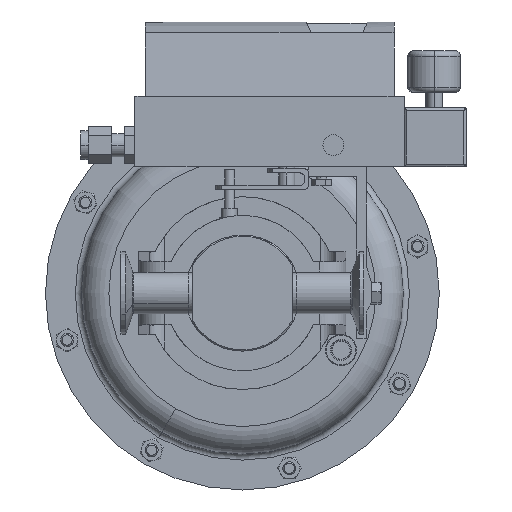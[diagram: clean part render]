
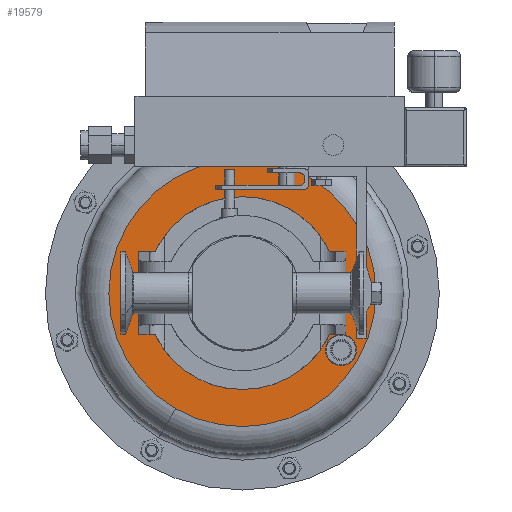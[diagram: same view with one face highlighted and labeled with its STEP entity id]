
A CAD part, front view. The second image highlights one B-rep face of the part: STEP entity #19579.
In plain terms, the highlighted planar face has unit normal (0, -1, 0).
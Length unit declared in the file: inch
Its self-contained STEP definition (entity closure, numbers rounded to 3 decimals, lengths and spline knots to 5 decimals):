
#760 = CARTESIAN_POINT ( 'NONE',  ( 2.38157, 10.4865, -1.375 ) ) ;
#898 = DIRECTION ( 'NONE',  ( 0., 1., 0. ) ) ;
#994 = DIRECTION ( 'NONE',  ( 0., 1., 0. ) ) ;
#1338 = DIRECTION ( 'NONE',  ( 0.605, 0., 0.796 ) ) ;
#1691 = CARTESIAN_POINT ( 'NONE',  ( 2.60854, 10.4865, -1.07649 ) ) ;
#1698 = VERTEX_POINT ( 'NONE', #2968 ) ;
#2050 = CARTESIAN_POINT ( 'NONE',  ( 1.6095, 10.4865, 2.78774 ) ) ;
#2128 = VERTEX_POINT ( 'NONE', #2050 ) ;
#2149 = AXIS2_PLACEMENT_3D ( 'NONE', #23570, #15585, #17617 ) ;
#2925 = AXIS2_PLACEMENT_3D ( 'NONE', #14320, #24295, #26168 ) ;
#2958 = EDGE_LOOP ( 'NONE', ( #16705, #25410 ) ) ;
#2968 = CARTESIAN_POINT ( 'NONE',  ( -1.6095, 10.4865, -2.78774 ) ) ;
#3100 = EDGE_LOOP ( 'NONE', ( #15300, #6193 ) ) ;
#3113 = VERTEX_POINT ( 'NONE', #1691 ) ;
#6193 = ORIENTED_EDGE ( 'NONE', *, *, #12567, .F. ) ;
#6213 = AXIS2_PLACEMENT_3D ( 'NONE', #18840, #12460, #22952 ) ;
#6853 = EDGE_CURVE ( 'NONE', #3113, #8142, #19617, .T. ) ;
#7058 = VERTEX_POINT ( 'NONE', #16167 ) ;
#7163 = DIRECTION ( 'NONE',  ( 0.5, 0., 0.866 ) ) ;
#7250 = CARTESIAN_POINT ( 'NONE',  ( 0., 10.4865, 0. ) ) ;
#8106 = FACE_BOUND ( 'NONE', #2958, .T. ) ;
#8142 = VERTEX_POINT ( 'NONE', #25741 ) ;
#8793 = CARTESIAN_POINT ( 'NONE',  ( 0., 10.4865, 0. ) ) ;
#11008 = AXIS2_PLACEMENT_3D ( 'NONE', #760, #23151, #17109 ) ;
#12460 = DIRECTION ( 'NONE',  ( 0., 1., 0. ) ) ;
#12567 = EDGE_CURVE ( 'NONE', #1698, #2128, #20216, .T. ) ;
#14320 = CARTESIAN_POINT ( 'NONE',  ( 2.78774, 10.4865, -1.6095 ) ) ;
#14444 = CIRCLE ( 'NONE', #22081, 3.219 ) ;
#14998 = ORIENTED_EDGE ( 'NONE', *, *, #22977, .T. ) ;
#15300 = ORIENTED_EDGE ( 'NONE', *, *, #19781, .F. ) ;
#15585 = DIRECTION ( 'NONE',  ( 0., 1., 0. ) ) ;
#15716 = CARTESIAN_POINT ( 'NONE',  ( 2.38157, 10.4865, -1.375 ) ) ;
#16167 = CARTESIAN_POINT ( 'NONE',  ( 0., 10.4865, 2.325 ) ) ;
#16692 = FACE_OUTER_BOUND ( 'NONE', #3100, .T. ) ;
#16705 = ORIENTED_EDGE ( 'NONE', *, *, #6853, .T. ) ;
#17109 = DIRECTION ( 'NONE',  ( 0.605, 0., 0.796 ) ) ;
#17573 = CIRCLE ( 'NONE', #6213, 2.325 ) ;
#17617 = DIRECTION ( 'NONE',  ( 0., 0., -1. ) ) ;
#17836 = DIRECTION ( 'NONE',  ( 0., 1., 0. ) ) ;
#18840 = CARTESIAN_POINT ( 'NONE',  ( 0., 10.4865, 0. ) ) ;
#19579 = ADVANCED_FACE ( 'NONE', ( #23369, #16692, #8106 ), #20194, .T. ) ;
#19617 = CIRCLE ( 'NONE', #19718, 0.375 ) ;
#19718 = AXIS2_PLACEMENT_3D ( 'NONE', #15716, #17836, #1338 ) ;
#19781 = EDGE_CURVE ( 'NONE', #2128, #1698, #14444, .T. ) ;
#20194 = PLANE ( 'NONE',  #2925 ) ;
#20216 = CIRCLE ( 'NONE', #20579, 3.219 ) ;
#20245 = EDGE_CURVE ( 'NONE', #8142, #3113, #21102, .T. ) ;
#20579 = AXIS2_PLACEMENT_3D ( 'NONE', #7250, #994, #7163 ) ;
#20665 = CIRCLE ( 'NONE', #2149, 2.325 ) ;
#21102 = CIRCLE ( 'NONE', #11008, 0.375 ) ;
#21485 = EDGE_LOOP ( 'NONE', ( #22783, #14998 ) ) ;
#21492 = EDGE_CURVE ( 'NONE', #25053, #7058, #17573, .T. ) ;
#22081 = AXIS2_PLACEMENT_3D ( 'NONE', #8793, #898, #23032 ) ;
#22783 = ORIENTED_EDGE ( 'NONE', *, *, #21492, .T. ) ;
#22952 = DIRECTION ( 'NONE',  ( 0., 0., -1. ) ) ;
#22977 = EDGE_CURVE ( 'NONE', #7058, #25053, #20665, .T. ) ;
#23032 = DIRECTION ( 'NONE',  ( 0.5, 0., 0.866 ) ) ;
#23151 = DIRECTION ( 'NONE',  ( 0., 1., 0. ) ) ;
#23369 = FACE_BOUND ( 'NONE', #21485, .T. ) ;
#23570 = CARTESIAN_POINT ( 'NONE',  ( 0., 10.4865, 0. ) ) ;
#24295 = DIRECTION ( 'NONE',  ( 0., -1., 0. ) ) ;
#25053 = VERTEX_POINT ( 'NONE', #25850 ) ;
#25410 = ORIENTED_EDGE ( 'NONE', *, *, #20245, .T. ) ;
#25741 = CARTESIAN_POINT ( 'NONE',  ( 2.1546, 10.4865, -1.67351 ) ) ;
#25850 = CARTESIAN_POINT ( 'NONE',  ( 0., 10.4865, -2.325 ) ) ;
#26168 = DIRECTION ( 'NONE',  ( -0.5, 0., -0.866 ) ) ;
